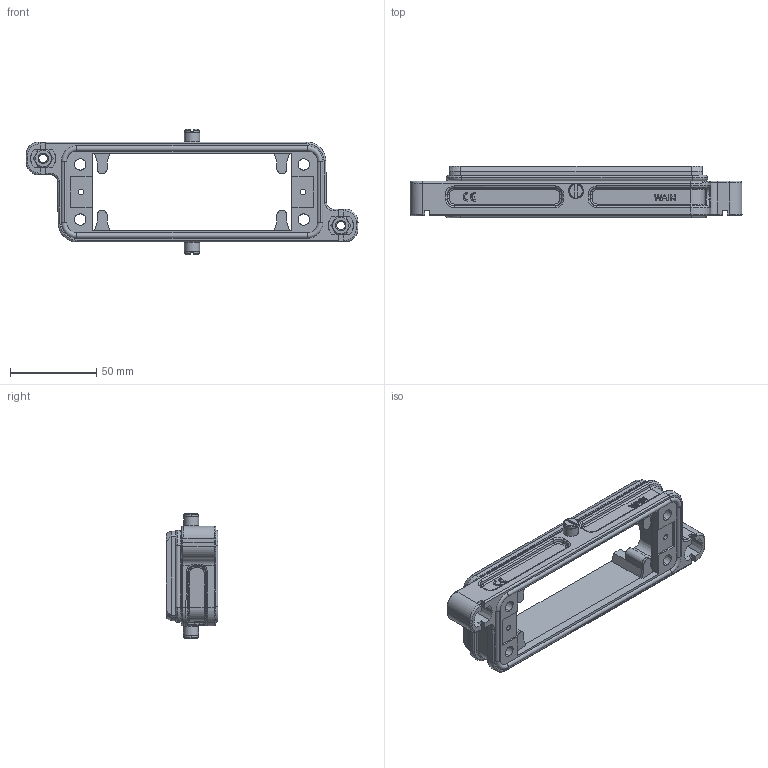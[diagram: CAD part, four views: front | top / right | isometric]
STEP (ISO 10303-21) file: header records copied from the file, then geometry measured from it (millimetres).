
FILE_DESCRIPTION(/* description */ (''),/* implementation_level */ '2;1');
FILE_NAME(/* name */ '3D_1136243201500_HP24B_H-BK-2H-2B_C_V1.0.stp',/* time_stamp */ '2024-03-20T19:50:38+08:00',/* author */ (''),/* organization */ (''),/* preprocessor_version */ 'ST-DEVELOPER v18.1',/* originating_system */ 'SIEMENS PLM Software NX 1980',/* authorisation */ '');
FILE_SCHEMA (('AUTOMOTIVE_DESIGN { 1 0 10303 214 3 1 1 1 }'));
Length unit declared in the file: millimetre
Products named in the file (1): _model1
Bounding box: 193 x 30.1 x 72.91 mm (x, y, z)
Volume: 75949.4 mm3; surface area: 42038.7 mm2
Topology: 1 solids, 3 shells, 686 faces, 1794 edges, 1145 vertices
Faces by surface type: plane 318, cylinder 167, cone 104, torus 65, bspline 16, extrusion 16
Full cylindrical faces by diameter (mm): 5.5 x2, 8.8 x2
Entity records: 23769 total; most frequent: CARTESIAN_POINT 7409, ORIENTED_EDGE 3572, DIRECTION 2843, EDGE_CURVE 1786, VERTEX_POINT 1145, AXIS2_PLACEMENT_3D 1104, EDGE_LOOP 747, B_SPLINE_CURVE_WITH_KNOTS 720
